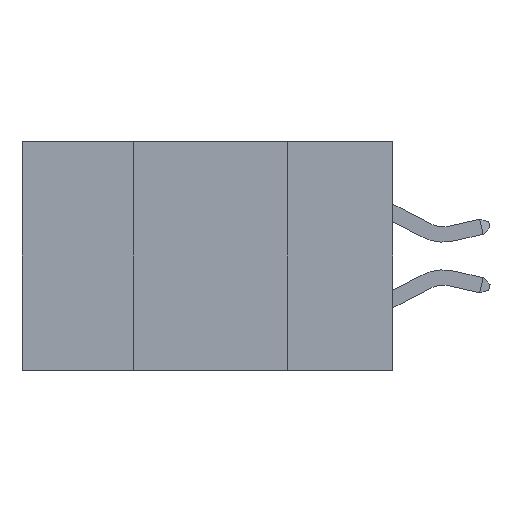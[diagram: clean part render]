
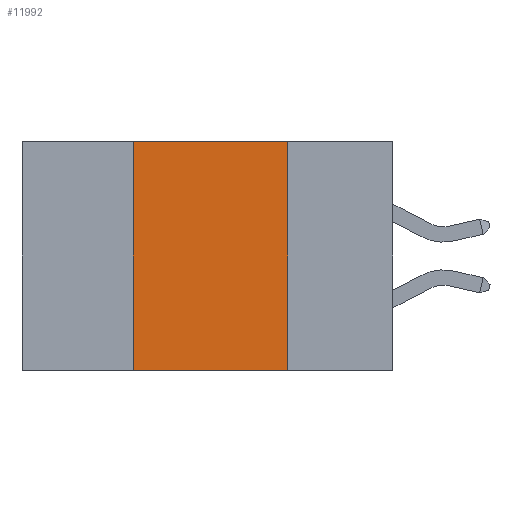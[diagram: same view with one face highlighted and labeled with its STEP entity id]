
A CAD part, left-side view. The second image highlights one B-rep face of the part: STEP entity #11992.
In plain terms, the highlighted planar face has unit normal (-1, 0, 0).
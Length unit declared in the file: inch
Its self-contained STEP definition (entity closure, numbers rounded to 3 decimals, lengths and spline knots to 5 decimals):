
#420 = EDGE_CURVE ( 'NONE', #1455, #10682, #3242, .T. ) ;
#482 = CARTESIAN_POINT ( 'NONE',  ( 0., 0.17, -0.37 ) ) ;
#847 = VECTOR ( 'NONE', #7413, 39.37008 ) ;
#1455 = VERTEX_POINT ( 'NONE', #8171 ) ;
#1719 = EDGE_LOOP ( 'NONE', ( #3024, #12938, #1988, #2376 ) ) ;
#1795 = DIRECTION ( 'NONE',  ( 1., 0., 0. ) ) ;
#1949 = EDGE_CURVE ( 'NONE', #1455, #9062, #4672, .T. ) ;
#1988 = ORIENTED_EDGE ( 'NONE', *, *, #420, .F. ) ;
#2254 = CARTESIAN_POINT ( 'NONE',  ( 0., 0.17, 0. ) ) ;
#2295 = FACE_OUTER_BOUND ( 'NONE', #1719, .T. ) ;
#2376 = ORIENTED_EDGE ( 'NONE', *, *, #1949, .T. ) ;
#2599 = EDGE_CURVE ( 'NONE', #7850, #9062, #3094, .T. ) ;
#2812 = EDGE_CURVE ( 'NONE', #10682, #7850, #6241, .T. ) ;
#3024 = ORIENTED_EDGE ( 'NONE', *, *, #2599, .F. ) ;
#3094 = LINE ( 'NONE', #2254, #847 ) ;
#3242 = LINE ( 'NONE', #5891, #6859 ) ;
#3249 = VECTOR ( 'NONE', #7526, 39.37008 ) ;
#4672 = LINE ( 'NONE', #12539, #8266 ) ;
#4853 = DIRECTION ( 'NONE',  ( 0., 0., 1. ) ) ;
#5422 = CARTESIAN_POINT ( 'NONE',  ( 0., 0.17, 0. ) ) ;
#5815 = PLANE ( 'NONE',  #12309 ) ;
#5891 = CARTESIAN_POINT ( 'NONE',  ( 0., 0.42, 0. ) ) ;
#5952 = DIRECTION ( 'NONE',  ( 0., 0., -1. ) ) ;
#6241 = LINE ( 'NONE', #12651, #3249 ) ;
#6859 = VECTOR ( 'NONE', #4853, 39.37008 ) ;
#6870 = CARTESIAN_POINT ( 'NONE',  ( 0., 0.6, 0. ) ) ;
#7413 = DIRECTION ( 'NONE',  ( 0., 0., -1. ) ) ;
#7526 = DIRECTION ( 'NONE',  ( 0., -1., 0. ) ) ;
#7850 = VERTEX_POINT ( 'NONE', #5422 ) ;
#8144 = CARTESIAN_POINT ( 'NONE',  ( 0., 0.42, 0. ) ) ;
#8171 = CARTESIAN_POINT ( 'NONE',  ( 0., 0.42, -0.37 ) ) ;
#8266 = VECTOR ( 'NONE', #8541, 39.37008 ) ;
#8541 = DIRECTION ( 'NONE',  ( 0., -1., 0. ) ) ;
#9062 = VERTEX_POINT ( 'NONE', #482 ) ;
#10682 = VERTEX_POINT ( 'NONE', #8144 ) ;
#11992 = ADVANCED_FACE ( 'NONE', ( #2295 ), #5815, .F. ) ;
#12309 = AXIS2_PLACEMENT_3D ( 'NONE', #6870, #1795, #5952 ) ;
#12539 = CARTESIAN_POINT ( 'NONE',  ( 0., 0.6, -0.37 ) ) ;
#12651 = CARTESIAN_POINT ( 'NONE',  ( 0., 0.6, 0. ) ) ;
#12938 = ORIENTED_EDGE ( 'NONE', *, *, #2812, .F. ) ;
